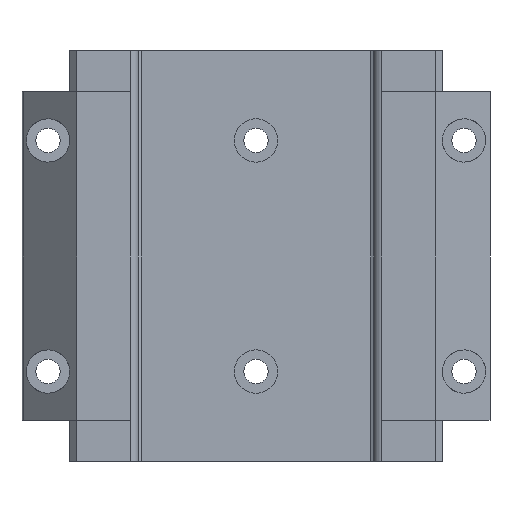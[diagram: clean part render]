
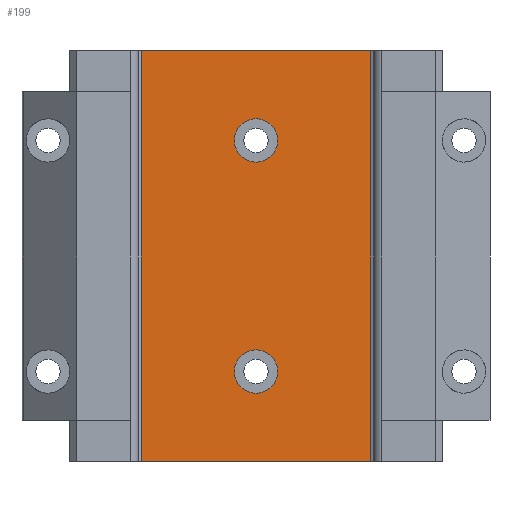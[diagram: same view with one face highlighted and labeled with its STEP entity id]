
A CAD part, front view. The second image highlights one B-rep face of the part: STEP entity #199.
In plain terms, the highlighted planar face has unit normal (0, -1, 0).
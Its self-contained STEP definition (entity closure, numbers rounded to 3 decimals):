
#199 = ADVANCED_FACE ( 'NONE', ( #1972, #1969, #1977 ), #8258, .F. ) ;
#383 = EDGE_CURVE ( 'NONE', #9901, #9898, #3798, .T. ) ;
#384 = EDGE_CURVE ( 'NONE', #9903, #9904, #3800, .T. ) ;
#400 = EDGE_CURVE ( 'NONE', #9678, #9677, #3829, .T. ) ;
#404 = EDGE_CURVE ( 'NONE', #9674, #9673, #3833, .T. ) ;
#432 = EDGE_CURVE ( 'NONE', #9901, #9904, #3862, .T. ) ;
#440 = EDGE_CURVE ( 'NONE', #9898, #9903, #3878, .T. ) ;
#987 = ORIENTED_EDGE ( 'NONE', *, *, #8414, .F. ) ;
#988 = ORIENTED_EDGE ( 'NONE', *, *, #404, .F. ) ;
#989 = ORIENTED_EDGE ( 'NONE', *, *, #8418, .F. ) ;
#990 = ORIENTED_EDGE ( 'NONE', *, *, #400, .F. ) ;
#991 = ORIENTED_EDGE ( 'NONE', *, *, #432, .T. ) ;
#992 = ORIENTED_EDGE ( 'NONE', *, *, #384, .F. ) ;
#993 = ORIENTED_EDGE ( 'NONE', *, *, #440, .F. ) ;
#994 = ORIENTED_EDGE ( 'NONE', *, *, #383, .F. ) ;
#1494 = AXIS2_PLACEMENT_3D ( 'NONE', #8257, #8256, #8255 ) ;
#1969 = FACE_BOUND ( 'NONE', #10401, .T. ) ;
#1972 = FACE_BOUND ( 'NONE', #10392, .T. ) ;
#1977 = FACE_OUTER_BOUND ( 'NONE', #10402, .T. ) ;
#2636 = CARTESIAN_POINT ( 'NONE',  ( -42.5, -18., 85.2 ) ) ;
#2637 = DIRECTION ( 'NONE',  ( 0., 0., 1. ) ) ;
#2638 = CARTESIAN_POINT ( 'NONE',  ( 42.5, -18., 85.2 ) ) ;
#2639 = DIRECTION ( 'NONE',  ( 0., 0., -1. ) ) ;
#2675 = CARTESIAN_POINT ( 'NONE',  ( 0., -18., 40. ) ) ;
#2676 = DIRECTION ( 'NONE',  ( 0., -1., 0. ) ) ;
#2677 = DIRECTION ( 'NONE',  ( 0., 0., 1. ) ) ;
#2680 = CARTESIAN_POINT ( 'NONE',  ( 0., -18., -40. ) ) ;
#2685 = DIRECTION ( 'NONE',  ( 0., -1., 0. ) ) ;
#2686 = DIRECTION ( 'NONE',  ( 0., 0., 1. ) ) ;
#2750 = CARTESIAN_POINT ( 'NONE',  ( 0., -18., -71. ) ) ;
#2755 = DIRECTION ( 'NONE',  ( 1., 0., 0. ) ) ;
#2773 = CARTESIAN_POINT ( 'NONE',  ( 0., -18., 71. ) ) ;
#2774 = DIRECTION ( 'NONE',  ( 1., 0., 0. ) ) ;
#3409 = AXIS2_PLACEMENT_3D ( 'NONE', #2675, #2676, #2677 ) ;
#3410 = AXIS2_PLACEMENT_3D ( 'NONE', #2680, #2685, #2686 ) ;
#3521 = AXIS2_PLACEMENT_3D ( 'NONE', #4943, #4945, #4946 ) ;
#3523 = AXIS2_PLACEMENT_3D ( 'NONE', #4952, #4954, #4955 ) ;
#3798 = LINE ( 'NONE', #2636, #3799 ) ;
#3799 = VECTOR ( 'NONE', #2637, 1000. ) ;
#3800 = LINE ( 'NONE', #2638, #3801 ) ;
#3801 = VECTOR ( 'NONE', #2639, 1000. ) ;
#3829 = CIRCLE ( 'NONE', #3409, 7.5 ) ;
#3833 = CIRCLE ( 'NONE', #3410, 7.5 ) ;
#3862 = LINE ( 'NONE', #2750, #3875 ) ;
#3875 = VECTOR ( 'NONE', #2755, 1000. ) ;
#3876 = VECTOR ( 'NONE', #2774, 1000. ) ;
#3878 = LINE ( 'NONE', #2773, #3876 ) ;
#4334 = CIRCLE ( 'NONE', #3521, 7.5 ) ;
#4341 = CIRCLE ( 'NONE', #3523, 7.5 ) ;
#4943 = CARTESIAN_POINT ( 'NONE',  ( 0., -18., -40. ) ) ;
#4945 = DIRECTION ( 'NONE',  ( 0., -1., 0. ) ) ;
#4946 = DIRECTION ( 'NONE',  ( 0., 0., 1. ) ) ;
#4952 = CARTESIAN_POINT ( 'NONE',  ( 0., -18., 40. ) ) ;
#4954 = DIRECTION ( 'NONE',  ( 0., -1., 0. ) ) ;
#4955 = DIRECTION ( 'NONE',  ( 0., 0., 1. ) ) ;
#5781 = CARTESIAN_POINT ( 'NONE',  ( 0., -18., -32.5 ) ) ;
#5782 = CARTESIAN_POINT ( 'NONE',  ( 0., -18., -47.5 ) ) ;
#5785 = CARTESIAN_POINT ( 'NONE',  ( 0., -18., 47.5 ) ) ;
#5786 = CARTESIAN_POINT ( 'NONE',  ( 0., -18., 32.5 ) ) ;
#6006 = CARTESIAN_POINT ( 'NONE',  ( -42.5, -18., 71. ) ) ;
#6009 = CARTESIAN_POINT ( 'NONE',  ( -42.5, -18., -71. ) ) ;
#6011 = CARTESIAN_POINT ( 'NONE',  ( 42.5, -18., 71. ) ) ;
#6012 = CARTESIAN_POINT ( 'NONE',  ( 42.5, -18., -71. ) ) ;
#8255 = DIRECTION ( 'NONE',  ( 0., 0., 1. ) ) ;
#8256 = DIRECTION ( 'NONE',  ( 0., 1., 0. ) ) ;
#8257 = CARTESIAN_POINT ( 'NONE',  ( 43.5, -18., 85.2 ) ) ;
#8258 = PLANE ( 'NONE',  #1494 ) ;
#8414 = EDGE_CURVE ( 'NONE', #9673, #9674, #4334, .T. ) ;
#8418 = EDGE_CURVE ( 'NONE', #9677, #9678, #4341, .T. ) ;
#9673 = VERTEX_POINT ( 'NONE', #5781 ) ;
#9674 = VERTEX_POINT ( 'NONE', #5782 ) ;
#9677 = VERTEX_POINT ( 'NONE', #5785 ) ;
#9678 = VERTEX_POINT ( 'NONE', #5786 ) ;
#9898 = VERTEX_POINT ( 'NONE', #6006 ) ;
#9901 = VERTEX_POINT ( 'NONE', #6009 ) ;
#9903 = VERTEX_POINT ( 'NONE', #6011 ) ;
#9904 = VERTEX_POINT ( 'NONE', #6012 ) ;
#10392 = EDGE_LOOP ( 'NONE', ( #987, #988 ) ) ;
#10401 = EDGE_LOOP ( 'NONE', ( #989, #990 ) ) ;
#10402 = EDGE_LOOP ( 'NONE', ( #991, #992, #993, #994 ) ) ;
